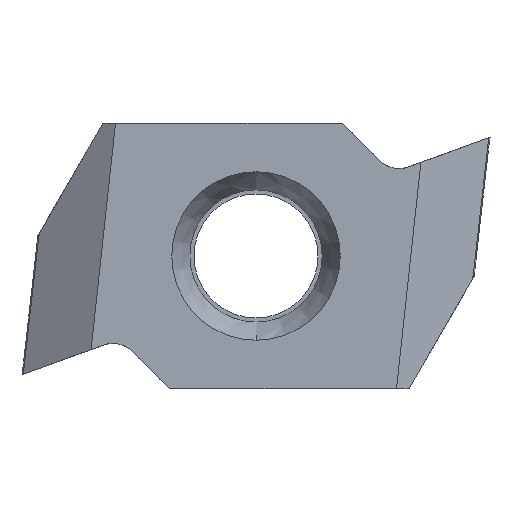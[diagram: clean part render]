
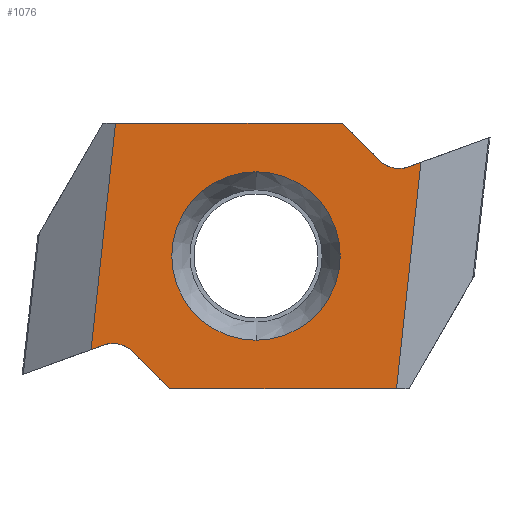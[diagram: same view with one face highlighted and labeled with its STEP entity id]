
A CAD part, left-side view. The second image highlights one B-rep face of the part: STEP entity #1076.
In plain terms, the highlighted planar face has unit normal (-1, 0, 0).
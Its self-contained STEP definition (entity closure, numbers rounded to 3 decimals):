
#24=DIRECTION('',(0.,-0.707,-0.707));
#25=VECTOR('',#24,1.881);
#26=CARTESIAN_POINT('',(0.,-3.1,4.763));
#27=LINE('',#26,#25);
#32=CARTESIAN_POINT('',(0.,-5.137,4.139));
#33=DIRECTION('',(-1.,0.,0.));
#34=DIRECTION('',(0.,0.707,-0.707));
#35=AXIS2_PLACEMENT_3D('',#32,#33,#34);
#40=DIRECTION('',(0.,-0.94,0.342));
#41=VECTOR('',#40,0.468);
#42=CARTESIAN_POINT('',(0.,-5.48,3.2));
#43=LINE('',#42,#41);
#47=DIRECTION('',(0.,0.707,0.707));
#48=VECTOR('',#47,1.881);
#49=CARTESIAN_POINT('',(0.,3.1,-4.763));
#50=LINE('',#49,#48);
#54=CARTESIAN_POINT('',(0.,5.137,-4.139));
#55=DIRECTION('',(-1.,0.,0.));
#56=DIRECTION('',(0.,-0.707,0.707));
#57=AXIS2_PLACEMENT_3D('',#54,#55,#56);
#62=DIRECTION('',(0.,0.94,-0.342));
#63=VECTOR('',#62,0.468);
#64=CARTESIAN_POINT('',(0.,5.48,-3.2));
#65=LINE('',#64,#63);
#69=CARTESIAN_POINT('',(0.,0.,0.));
#70=DIRECTION('',(-1.,0.,0.));
#71=DIRECTION('',(0.,0.,-1.));
#72=AXIS2_PLACEMENT_3D('',#69,#70,#71);
#77=CARTESIAN_POINT('',(0.,0.,0.));
#78=DIRECTION('',(-1.,0.,0.));
#79=DIRECTION('',(0.,0.,1.));
#80=AXIS2_PLACEMENT_3D('',#77,#78,#79);
#92=DIRECTION('',(0.,0.107,-0.994));
#93=VECTOR('',#92,8.169);
#94=CARTESIAN_POINT('',(0.,5.043,4.763));
#95=LINE('',#94,#93);
#305=DIRECTION('',(0.,-1.,0.));
#306=VECTOR('',#305,8.143);
#307=CARTESIAN_POINT('',(0.,3.1,-4.763));
#308=LINE('',#307,#306);
#448=DIRECTION('',(0.,1.,0.));
#449=VECTOR('',#448,8.143);
#450=CARTESIAN_POINT('',(0.,-3.1,4.763));
#451=LINE('',#450,#449);
#722=DIRECTION('',(0.,-0.107,0.994));
#723=VECTOR('',#722,8.169);
#724=CARTESIAN_POINT('',(0.,-5.043,-4.763));
#725=LINE('',#724,#723);
#916=CARTESIAN_POINT('',(0.,5.043,4.763));
#917=CARTESIAN_POINT('',(0.,5.92,
-3.36));
#918=VERTEX_POINT('',#916);
#919=VERTEX_POINT('',#917);
#920=CARTESIAN_POINT('',(0.,-3.1,4.763));
#921=VERTEX_POINT('',#920);
#922=CARTESIAN_POINT('',(0.,-4.43,3.432));
#923=VERTEX_POINT('',#922);
#924=CARTESIAN_POINT('',(0.,-5.48,3.2));
#925=VERTEX_POINT('',#924);
#926=CARTESIAN_POINT('',(0.,-5.92,
3.36));
#927=VERTEX_POINT('',#926);
#928=CARTESIAN_POINT('',(0.,-5.043,-4.763));
#929=VERTEX_POINT('',#928);
#930=CARTESIAN_POINT('',(0.,3.1,-4.763));
#931=VERTEX_POINT('',#930);
#932=CARTESIAN_POINT('',(0.,4.43,-3.432));
#933=VERTEX_POINT('',#932);
#934=CARTESIAN_POINT('',(0.,5.48,-3.2));
#935=VERTEX_POINT('',#934);
#936=CARTESIAN_POINT('',(0.,0.,-3.025));
#937=CARTESIAN_POINT('',(0.,0.,3.025));
#938=VERTEX_POINT('',#936);
#939=VERTEX_POINT('',#937);
#1043=CARTESIAN_POINT('',(0.,0.,0.));
#1044=DIRECTION('',(-1.,0.,0.));
#1045=DIRECTION('',(0.,-1.,0.));
#1046=AXIS2_PLACEMENT_3D('',#1043,#1044,#1045);
#1047=PLANE('',#1046);
#1049=ORIENTED_EDGE('',*,*,#1048,.F.);
#1051=ORIENTED_EDGE('',*,*,#1050,.F.);
#1053=ORIENTED_EDGE('',*,*,#1052,.T.);
#1055=ORIENTED_EDGE('',*,*,#1054,.T.);
#1057=ORIENTED_EDGE('',*,*,#1056,.T.);
#1059=ORIENTED_EDGE('',*,*,#1058,.F.);
#1061=ORIENTED_EDGE('',*,*,#1060,.F.);
#1063=ORIENTED_EDGE('',*,*,#1062,.T.);
#1065=ORIENTED_EDGE('',*,*,#1064,.T.);
#1067=ORIENTED_EDGE('',*,*,#1066,.T.);
#1068=EDGE_LOOP('',(#1049,#1051,#1053,#1055,#1057,#1059,#1061,#1063,#1065,
#1067));
#1069=FACE_OUTER_BOUND('',#1068,.F.);
#1071=ORIENTED_EDGE('',*,*,#1070,.T.);
#1073=ORIENTED_EDGE('',*,*,#1072,.T.);
#1074=EDGE_LOOP('',(#1071,#1073));
#1075=FACE_BOUND('',#1074,.F.);
#36=CIRCLE('',#35,1.);
#58=CIRCLE('',#57,1.);
#73=CIRCLE('',#72,3.025);
#81=CIRCLE('',#80,3.025);
#1048=EDGE_CURVE('',#918,#919,#95,.T.);
#1050=EDGE_CURVE('',#921,#918,#451,.T.);
#1052=EDGE_CURVE('',#921,#923,#27,.T.);
#1054=EDGE_CURVE('',#923,#925,#36,.T.);
#1056=EDGE_CURVE('',#925,#927,#43,.T.);
#1058=EDGE_CURVE('',#929,#927,#725,.T.);
#1060=EDGE_CURVE('',#931,#929,#308,.T.);
#1062=EDGE_CURVE('',#931,#933,#50,.T.);
#1064=EDGE_CURVE('',#933,#935,#58,.T.);
#1066=EDGE_CURVE('',#935,#919,#65,.T.);
#1070=EDGE_CURVE('',#938,#939,#73,.T.);
#1072=EDGE_CURVE('',#939,#938,#81,.T.);
#1076=ADVANCED_FACE('',(#1069,#1075),#1047,.T.);
